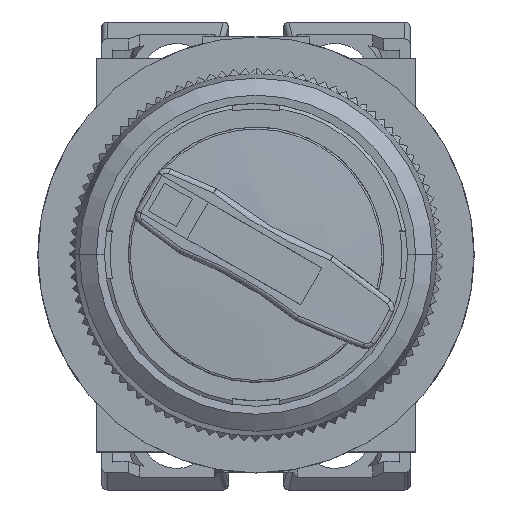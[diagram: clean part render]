
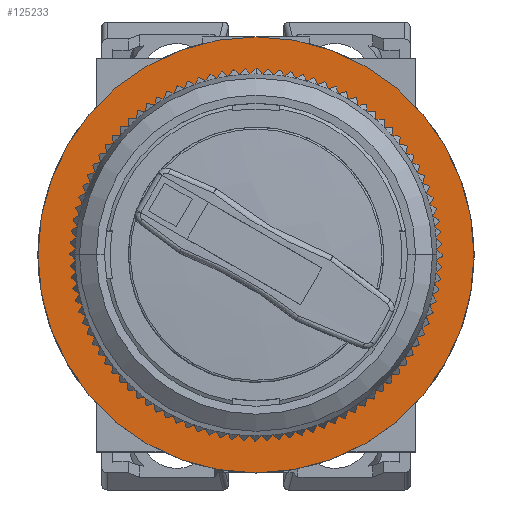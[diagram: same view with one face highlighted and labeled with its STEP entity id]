
A CAD part, top view. The second image highlights one B-rep face of the part: STEP entity #125233.
In plain terms, the highlighted planar face has unit normal (0, 0, 1).
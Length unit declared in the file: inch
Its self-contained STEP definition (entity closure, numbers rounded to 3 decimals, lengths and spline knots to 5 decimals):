
#4905 = ORIENTED_EDGE ( 'NONE', *, *, #17812, .T. ) ;
#6248 = EDGE_CURVE ( 'NONE', #42294, #98273, #12729, .T. ) ;
#12729 = CIRCLE ( 'NONE', #42676, 0.62598 ) ;
#14213 = DIRECTION ( 'NONE',  ( -1., 0., 0. ) ) ;
#15817 = CARTESIAN_POINT ( 'NONE',  ( 0.62598, 0., 0.17717 ) ) ;
#17812 = EDGE_CURVE ( 'NONE', #98273, #42294, #43487, .T. ) ;
#22102 = AXIS2_PLACEMENT_3D ( 'NONE', #113107, #112689, #113526 ) ;
#23766 = DIRECTION ( 'NONE',  ( -1., 0., 0. ) ) ;
#28012 = CARTESIAN_POINT ( 'NONE',  ( 0., 0., 0.17717 ) ) ;
#33754 = FACE_OUTER_BOUND ( 'NONE', #109500, .T. ) ;
#34004 = EDGE_CURVE ( 'NONE', #100740, #65558, #95044, .T. ) ;
#35222 = ORIENTED_EDGE ( 'NONE', *, *, #34004, .T. ) ;
#36618 = ORIENTED_EDGE ( 'NONE', *, *, #58370, .T. ) ;
#42294 = VERTEX_POINT ( 'NONE', #15817 ) ;
#42676 = AXIS2_PLACEMENT_3D ( 'NONE', #28012, #126215, #47704 ) ;
#43487 = CIRCLE ( 'NONE', #22102, 0.62598 ) ;
#46034 = AXIS2_PLACEMENT_3D ( 'NONE', #66247, #85872, #67498 ) ;
#47704 = DIRECTION ( 'NONE',  ( -1., 0., 0. ) ) ;
#49358 = CARTESIAN_POINT ( 'NONE',  ( -0.80709, 0., 0.17717 ) ) ;
#58093 = PLANE ( 'NONE',  #46034 ) ;
#58132 = FACE_BOUND ( 'NONE', #101350, .T. ) ;
#58370 = EDGE_CURVE ( 'NONE', #65558, #100740, #69939, .T. ) ;
#63933 = AXIS2_PLACEMENT_3D ( 'NONE', #72918, #101880, #14213 ) ;
#65558 = VERTEX_POINT ( 'NONE', #123153 ) ;
#66247 = CARTESIAN_POINT ( 'NONE',  ( 0., 0., 0.17717 ) ) ;
#66418 = ORIENTED_EDGE ( 'NONE', *, *, #6248, .T. ) ;
#67498 = DIRECTION ( 'NONE',  ( 1., 0., 0. ) ) ;
#69939 = CIRCLE ( 'NONE', #105711, 0.80709 ) ;
#72787 = CARTESIAN_POINT ( 'NONE',  ( -0.62598, 0., 0.17717 ) ) ;
#72918 = CARTESIAN_POINT ( 'NONE',  ( 0., 0., 0.17717 ) ) ;
#85872 = DIRECTION ( 'NONE',  ( 0., 0., 1. ) ) ;
#92097 = CARTESIAN_POINT ( 'NONE',  ( 0., 0., 0.17717 ) ) ;
#95044 = CIRCLE ( 'NONE', #63933, 0.80709 ) ;
#98273 = VERTEX_POINT ( 'NONE', #72787 ) ;
#100740 = VERTEX_POINT ( 'NONE', #49358 ) ;
#101350 = EDGE_LOOP ( 'NONE', ( #4905, #66418 ) ) ;
#101880 = DIRECTION ( 'NONE',  ( 0., 0., 1. ) ) ;
#105711 = AXIS2_PLACEMENT_3D ( 'NONE', #92097, #120236, #23766 ) ;
#109500 = EDGE_LOOP ( 'NONE', ( #35222, #36618 ) ) ;
#112689 = DIRECTION ( 'NONE',  ( 0., 0., -1. ) ) ;
#113107 = CARTESIAN_POINT ( 'NONE',  ( 0., 0., 0.17717 ) ) ;
#113526 = DIRECTION ( 'NONE',  ( -1., 0., 0. ) ) ;
#120236 = DIRECTION ( 'NONE',  ( 0., 0., 1. ) ) ;
#123153 = CARTESIAN_POINT ( 'NONE',  ( 0.80709, 0., 0.17717 ) ) ;
#125233 = ADVANCED_FACE ( 'NONE', ( #58132, #33754 ), #58093, .T. ) ;
#126215 = DIRECTION ( 'NONE',  ( 0., 0., -1. ) ) ;
